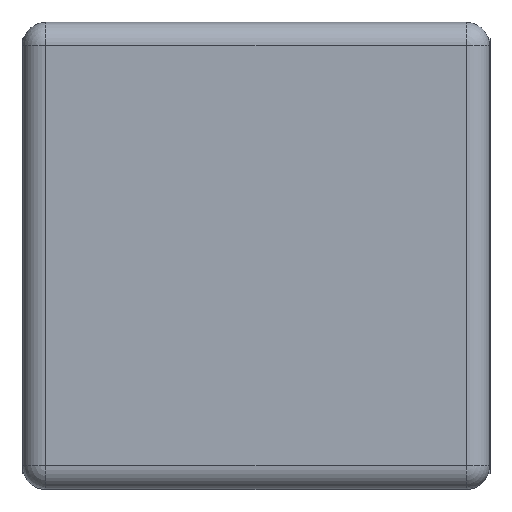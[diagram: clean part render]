
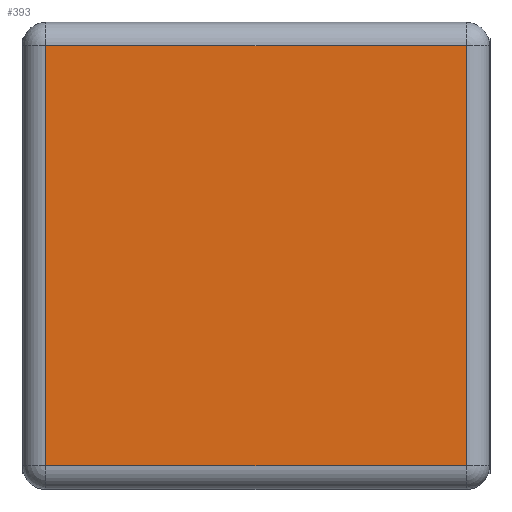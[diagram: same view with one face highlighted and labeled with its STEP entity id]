
A CAD part, top view. The second image highlights one B-rep face of the part: STEP entity #393.
In plain terms, the highlighted planar face has unit normal (0, 0, 1).
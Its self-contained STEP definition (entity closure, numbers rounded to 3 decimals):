
#112 = VERTEX_POINT('',#113);
#113 = CARTESIAN_POINT('',(-3.6,3.6,4.2));
#122 = VERTEX_POINT('',#123);
#123 = CARTESIAN_POINT('',(-3.6,-3.6,4.2));
#130 = EDGE_CURVE('',#112,#122,#131,.T.);
#131 = LINE('',#132,#133);
#132 = CARTESIAN_POINT('',(-3.6,3.6,4.2));
#133 = VECTOR('',#134,1.);
#134 = DIRECTION('',(-0.,-1.,-0.));
#393 = ADVANCED_FACE('',(#394),#419,.T.);
#394 = FACE_BOUND('',#395,.T.);
#395 = EDGE_LOOP('',(#396,#404,#412,#418));
#396 = ORIENTED_EDGE('',*,*,#397,.T.);
#397 = EDGE_CURVE('',#122,#398,#400,.T.);
#398 = VERTEX_POINT('',#399);
#399 = CARTESIAN_POINT('',(3.6,-3.6,4.2));
#400 = LINE('',#401,#402);
#401 = CARTESIAN_POINT('',(-3.6,-3.6,4.2));
#402 = VECTOR('',#403,1.);
#403 = DIRECTION('',(1.,0.,0.));
#404 = ORIENTED_EDGE('',*,*,#405,.T.);
#405 = EDGE_CURVE('',#398,#406,#408,.T.);
#406 = VERTEX_POINT('',#407);
#407 = CARTESIAN_POINT('',(3.6,3.6,4.2));
#408 = LINE('',#409,#410);
#409 = CARTESIAN_POINT('',(3.6,-3.6,4.2));
#410 = VECTOR('',#411,1.);
#411 = DIRECTION('',(0.,1.,0.));
#412 = ORIENTED_EDGE('',*,*,#413,.T.);
#413 = EDGE_CURVE('',#406,#112,#414,.T.);
#414 = LINE('',#415,#416);
#415 = CARTESIAN_POINT('',(3.6,3.6,4.2));
#416 = VECTOR('',#417,1.);
#417 = DIRECTION('',(-1.,-0.,-0.));
#418 = ORIENTED_EDGE('',*,*,#130,.T.);
#419 = PLANE('',#420);
#420 = AXIS2_PLACEMENT_3D('',#421,#422,#423);
#421 = CARTESIAN_POINT('',(-4.,-4.,4.2));
#422 = DIRECTION('',(0.,0.,1.));
#423 = DIRECTION('',(1.,0.,0.));
